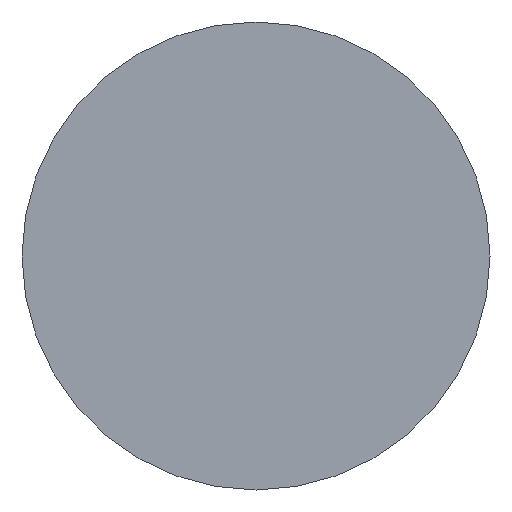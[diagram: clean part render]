
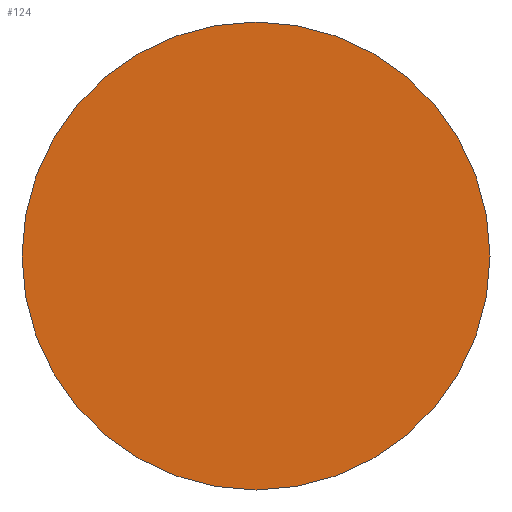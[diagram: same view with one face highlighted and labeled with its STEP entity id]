
A CAD part, front view. The second image highlights one B-rep face of the part: STEP entity #124.
In plain terms, the highlighted planar face has unit normal (0, -1, 0).
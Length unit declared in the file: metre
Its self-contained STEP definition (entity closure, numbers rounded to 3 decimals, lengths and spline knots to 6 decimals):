
#12=CIRCLE('',#145,0.00255);
#37=ORIENTED_EDGE('',*,*,#55,.T.);
#55=EDGE_CURVE('',#65,#65,#12,.T.);
#65=VERTEX_POINT('',#211);
#98=EDGE_LOOP('',(#37));
#108=FACE_BOUND('',#98,.T.);
#116=PLANE('',#147);
#124=ADVANCED_FACE('',(#108),#116,.T.);
#145=AXIS2_PLACEMENT_3D('',#210,#175,#176);
#147=AXIS2_PLACEMENT_3D('',#214,#179,#180);
#175=DIRECTION('',(0.,-1.,0.));
#176=DIRECTION('',(0.,0.,-1.));
#179=DIRECTION('',(0.,-1.,0.));
#180=DIRECTION('',(1.,0.,0.));
#210=CARTESIAN_POINT('',(0.05,-0.068,0.121));
#211=CARTESIAN_POINT('',(0.05,-0.068,0.11845));
#214=CARTESIAN_POINT('',(0.05,-0.068,0.121));
